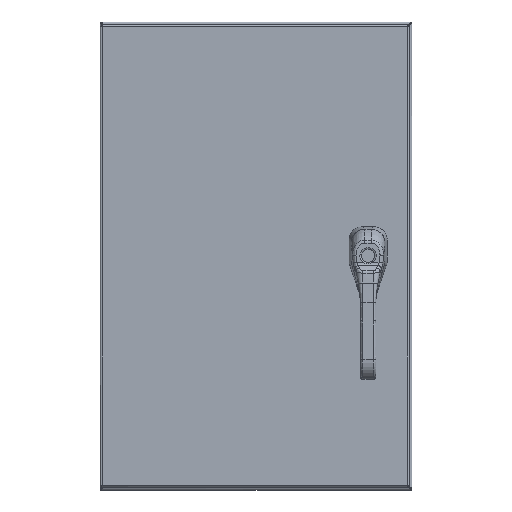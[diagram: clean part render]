
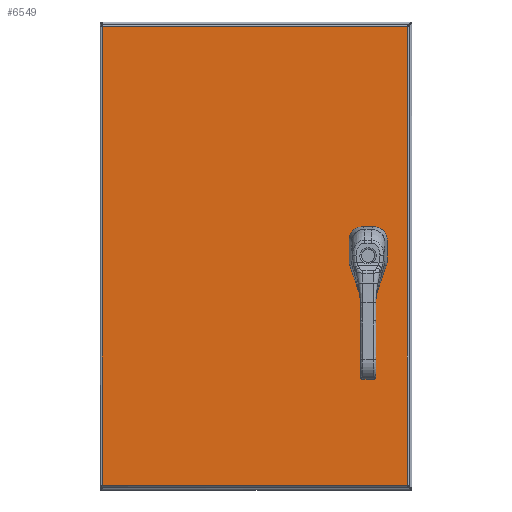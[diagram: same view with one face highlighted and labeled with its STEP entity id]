
A CAD part, top view. The second image highlights one B-rep face of the part: STEP entity #6549.
In plain terms, the highlighted face is planar.
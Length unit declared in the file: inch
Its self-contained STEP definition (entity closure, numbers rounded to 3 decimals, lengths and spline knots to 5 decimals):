
#4872=CARTESIAN_POINT('',(2.33762,12.275,0.0));
#4873=VERTEX_POINT('',#4872);
#4880=CARTESIAN_POINT('',(2.525,12.08762,0.0));
#4881=VERTEX_POINT('',#4880);
#4882=CARTESIAN_POINT('',(2.125,11.875,0.0));
#4883=DIRECTION('',(0.0,0.0,1.0));
#4884=DIRECTION('',(-0.469,-0.883,0.0));
#4885=AXIS2_PLACEMENT_3D('',#4882,#4883,#4884);
#4886=CIRCLE('',#4885,0.453);
#4887=EDGE_CURVE('',#4881,#4873,#4886,.T.);
#4912=CARTESIAN_POINT('',(2.525,11.66238,0.0));
#4913=VERTEX_POINT('',#4912);
#4914=CARTESIAN_POINT('',(2.525,11.66238,0.0));
#4915=DIRECTION('',(0.0,1.0,0.0));
#4916=VECTOR('',#4915,0.42525);
#4917=LINE('',#4914,#4916);
#4918=EDGE_CURVE('',#4913,#4881,#4917,.T.);
#4944=CARTESIAN_POINT('',(2.33762,11.475,0.0));
#4945=VERTEX_POINT('',#4944);
#4946=CARTESIAN_POINT('',(2.125,11.875,0.0));
#4947=DIRECTION('',(0.0,0.0,1.0));
#4948=DIRECTION('',(-0.883,0.469,0.0));
#4949=AXIS2_PLACEMENT_3D('',#4946,#4947,#4948);
#4950=CIRCLE('',#4949,0.453);
#4951=EDGE_CURVE('',#4945,#4913,#4950,.T.);
#4976=CARTESIAN_POINT('',(1.91238,11.475,0.0));
#4977=VERTEX_POINT('',#4976);
#4978=CARTESIAN_POINT('',(1.91238,11.475,0.0));
#4979=DIRECTION('',(1.0,0.0,0.0));
#4980=VECTOR('',#4979,0.42525);
#4981=LINE('',#4978,#4980);
#4982=EDGE_CURVE('',#4977,#4945,#4981,.T.);
#5008=CARTESIAN_POINT('',(1.725,11.66238,0.0));
#5009=VERTEX_POINT('',#5008);
#5010=CARTESIAN_POINT('',(2.125,11.875,0.0));
#5011=DIRECTION('',(0.0,0.0,1.0));
#5012=DIRECTION('',(0.469,0.883,0.0));
#5013=AXIS2_PLACEMENT_3D('',#5010,#5011,#5012);
#5014=CIRCLE('',#5013,0.453);
#5015=EDGE_CURVE('',#5009,#4977,#5014,.T.);
#5040=CARTESIAN_POINT('',(1.725,12.08762,0.0));
#5041=VERTEX_POINT('',#5040);
#5042=CARTESIAN_POINT('',(1.725,12.08762,0.0));
#5043=DIRECTION('',(0.0,-1.0,0.0));
#5044=VECTOR('',#5043,0.42525);
#5045=LINE('',#5042,#5044);
#5046=EDGE_CURVE('',#5041,#5009,#5045,.T.);
#5072=CARTESIAN_POINT('',(1.91238,12.275,0.0));
#5073=VERTEX_POINT('',#5072);
#5074=CARTESIAN_POINT('',(2.125,11.875,0.0));
#5075=DIRECTION('',(0.0,0.0,1.0));
#5076=DIRECTION('',(0.883,-0.469,0.0));
#5077=AXIS2_PLACEMENT_3D('',#5074,#5075,#5076);
#5078=CIRCLE('',#5077,0.453);
#5079=EDGE_CURVE('',#5073,#5041,#5078,.T.);
#5102=CARTESIAN_POINT('',(2.33762,12.275,0.0));
#5103=DIRECTION('',(-1.0,0.0,0.0));
#5104=VECTOR('',#5103,0.42525);
#5105=LINE('',#5102,#5104);
#5106=EDGE_CURVE('',#4873,#5073,#5105,.T.);
#5557=CARTESIAN_POINT('',(15.76975,0.10525,0.));
#5558=VERTEX_POINT('',#5557);
#5569=CARTESIAN_POINT('',(15.76975,23.64475,0.));
#5570=VERTEX_POINT('',#5569);
#5571=CARTESIAN_POINT('',(15.76975,23.64475,0.0));
#5572=DIRECTION('',(0.0,-1.0,0.0));
#5573=VECTOR('',#5572,23.5395);
#5574=LINE('',#5571,#5573);
#5575=EDGE_CURVE('',#5570,#5558,#5574,.T.);
#5727=CARTESIAN_POINT('',(0.10525,0.10525,0.));
#5728=VERTEX_POINT('',#5727);
#5739=CARTESIAN_POINT('',(15.76975,0.10525,0.0));
#5740=DIRECTION('',(-1.0,0.0,0.0));
#5741=VECTOR('',#5740,15.6645);
#5742=LINE('',#5739,#5741);
#5743=EDGE_CURVE('',#5558,#5728,#5742,.T.);
#6004=CARTESIAN_POINT('',(0.10525,23.64475,0.));
#6005=VERTEX_POINT('',#6004);
#6016=CARTESIAN_POINT('',(0.10525,0.10525,0.0));
#6017=DIRECTION('',(0.0,1.0,0.0));
#6018=VECTOR('',#6017,23.5395);
#6019=LINE('',#6016,#6018);
#6020=EDGE_CURVE('',#5728,#6005,#6019,.T.);
#6285=CARTESIAN_POINT('',(0.10525,23.64475,0.0));
#6286=DIRECTION('',(1.0,0.0,0.0));
#6287=VECTOR('',#6286,15.6645);
#6288=LINE('',#6285,#6287);
#6289=EDGE_CURVE('',#6005,#5570,#6288,.T.);
#6528=CARTESIAN_POINT('',(7.9375,11.875,0.0));
#6529=DIRECTION('',(0.0,0.0,1.0));
#6530=DIRECTION('',(1.0,0.0,0.0));
#6531=AXIS2_PLACEMENT_3D('',#6528,#6529,#6530);
#6532=PLANE('',#6531);
#6533=ORIENTED_EDGE('',*,*,#5575,.T.);
#6534=ORIENTED_EDGE('',*,*,#5743,.T.);
#6535=ORIENTED_EDGE('',*,*,#6020,.T.);
#6536=ORIENTED_EDGE('',*,*,#6289,.T.);
#6537=EDGE_LOOP('',(#6533,#6534,#6535,#6536));
#6538=FACE_OUTER_BOUND('',#6537,.T.);
#6539=ORIENTED_EDGE('',*,*,#4887,.T.);
#6540=ORIENTED_EDGE('',*,*,#5106,.T.);
#6541=ORIENTED_EDGE('',*,*,#5079,.T.);
#6542=ORIENTED_EDGE('',*,*,#5046,.T.);
#6543=ORIENTED_EDGE('',*,*,#5015,.T.);
#6544=ORIENTED_EDGE('',*,*,#4982,.T.);
#6545=ORIENTED_EDGE('',*,*,#4951,.T.);
#6546=ORIENTED_EDGE('',*,*,#4918,.T.);
#6547=EDGE_LOOP('',(#6539,#6540,#6541,#6542,#6543,#6544,#6545,#6546));
#6548=FACE_BOUND('',#6547,.T.);
#6549=ADVANCED_FACE('',(#6538,#6548),#6532,.F.);
